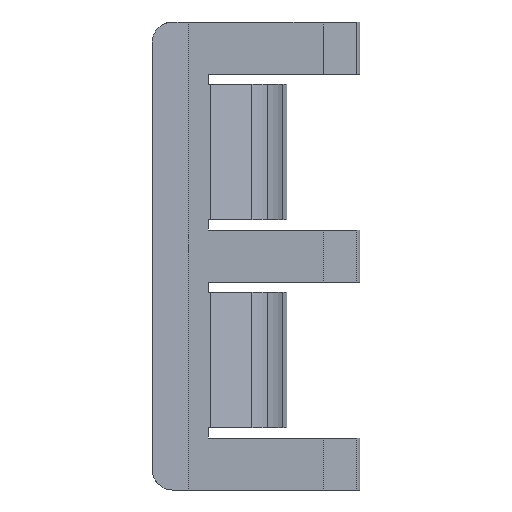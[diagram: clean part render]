
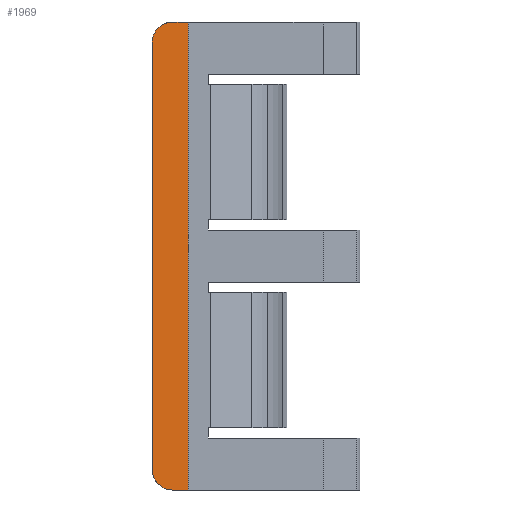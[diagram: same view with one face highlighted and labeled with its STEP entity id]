
A CAD part, left-side view. The second image highlights one B-rep face of the part: STEP entity #1969.
In plain terms, the highlighted planar face has unit normal (-0.996, -0.087, 0).
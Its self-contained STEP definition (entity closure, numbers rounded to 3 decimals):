
#131 = LINE ( 'NONE', #2365, #586 ) ;
#177 = CARTESIAN_POINT ( 'NONE',  ( -4.306, 20., -21.672 ) ) ;
#183 = ORIENTED_EDGE ( 'NONE', *, *, #2281, .F. ) ;
#253 =( BOUNDED_CURVE ( )  B_SPLINE_CURVE ( 3, ( #1824, #177, #1601, #1405 ),
 .UNSPECIFIED., .F., .F. ) 
 B_SPLINE_CURVE_WITH_KNOTS ( ( 4, 4 ),
 ( 0., 1.571 ),
 .UNSPECIFIED. ) 
 CURVE ( )  GEOMETRIC_REPRESENTATION_ITEM ( )  RATIONAL_B_SPLINE_CURVE ( ( 1., 0.805, 0.805, 1. ) ) 
 REPRESENTATION_ITEM ( '' )  );
#273 = CARTESIAN_POINT ( 'NONE',  ( -4., 16.5, -22.5 ) ) ;
#283 = CARTESIAN_POINT ( 'NONE',  ( -4.131, 18., -22.5 ) ) ;
#361 = ORIENTED_EDGE ( 'NONE', *, *, #1442, .T. ) ;
#372 = VECTOR ( 'NONE', #397, 1000. ) ;
#382 = VERTEX_POINT ( 'NONE', #996 ) ;
#397 = DIRECTION ( 'NONE',  ( 0., 0., -1. ) ) ;
#436 = EDGE_CURVE ( 'NONE', #1391, #1109, #2095, .T. ) ;
#567 = CARTESIAN_POINT ( 'NONE',  ( -4., 16.5, 0. ) ) ;
#572 = ORIENTED_EDGE ( 'NONE', *, *, #436, .T. ) ;
#586 = VECTOR ( 'NONE', #2532, 1000. ) ;
#590 = ORIENTED_EDGE ( 'NONE', *, *, #733, .T. ) ;
#643 = EDGE_LOOP ( 'NONE', ( #2389, #361, #1831, #572, #183, #590 ) ) ;
#649 = LINE ( 'NONE', #687, #1808 ) ;
#660 = CARTESIAN_POINT ( 'NONE',  ( -4., 16.5, -22.5 ) ) ;
#687 = CARTESIAN_POINT ( 'NONE',  ( -4., 16.5, 22.5 ) ) ;
#733 = EDGE_CURVE ( 'NONE', #1943, #382, #649, .T. ) ;
#750 = VERTEX_POINT ( 'NONE', #1543 ) ;
#857 = FACE_OUTER_BOUND ( 'NONE', #643, .T. ) ;
#900 = CARTESIAN_POINT ( 'NONE',  ( -4., 16.5, 22.5 ) ) ;
#996 = CARTESIAN_POINT ( 'NONE',  ( -4.131, 18., 22.5 ) ) ;
#1109 = VERTEX_POINT ( 'NONE', #273 ) ;
#1300 = DIRECTION ( 'NONE',  ( -0.087, 0.996, 0. ) ) ;
#1391 = VERTEX_POINT ( 'NONE', #283 ) ;
#1405 = CARTESIAN_POINT ( 'NONE',  ( -4.131, 18., -22.5 ) ) ;
#1413 = EDGE_CURVE ( 'NONE', #382, #1462, #1846, .T. ) ;
#1442 = EDGE_CURVE ( 'NONE', #1462, #750, #131, .T. ) ;
#1462 = VERTEX_POINT ( 'NONE', #2319 ) ;
#1523 = CARTESIAN_POINT ( 'NONE',  ( -4., 16.5, 0. ) ) ;
#1543 = CARTESIAN_POINT ( 'NONE',  ( -4.306, 20., -20.5 ) ) ;
#1601 = CARTESIAN_POINT ( 'NONE',  ( -4.234, 19.172, -22.5 ) ) ;
#1650 = DIRECTION ( 'NONE',  ( 0.087, -0.996, 0. ) ) ;
#1727 = CARTESIAN_POINT ( 'NONE',  ( -4.131, 18., 22.5 ) ) ;
#1747 = CARTESIAN_POINT ( 'NONE',  ( -4.306, 20., 20.5 ) ) ;
#1808 = VECTOR ( 'NONE', #1300, 1000. ) ;
#1824 = CARTESIAN_POINT ( 'NONE',  ( -4.306, 20., -20.5 ) ) ;
#1831 = ORIENTED_EDGE ( 'NONE', *, *, #2323, .T. ) ;
#1846 =( BOUNDED_CURVE ( )  B_SPLINE_CURVE ( 3, ( #1727, #1942, #1965, #1747 ),
 .UNSPECIFIED., .F., .T. ) 
 B_SPLINE_CURVE_WITH_KNOTS ( ( 4, 4 ),
 ( 1.571, 3.142 ),
 .UNSPECIFIED. ) 
 CURVE ( )  GEOMETRIC_REPRESENTATION_ITEM ( )  RATIONAL_B_SPLINE_CURVE ( ( 1., 0.805, 0.805, 1. ) ) 
 REPRESENTATION_ITEM ( '' )  );
#1942 = CARTESIAN_POINT ( 'NONE',  ( -4.234, 19.172, 22.5 ) ) ;
#1943 = VERTEX_POINT ( 'NONE', #900 ) ;
#1965 = CARTESIAN_POINT ( 'NONE',  ( -4.306, 20., 21.672 ) ) ;
#1969 = ADVANCED_FACE ( 'NONE', ( #857 ), #2650, .T. ) ;
#2095 = LINE ( 'NONE', #660, #2615 ) ;
#2270 = DIRECTION ( 'NONE',  ( -0.996, -0.087, 0. ) ) ;
#2281 = EDGE_CURVE ( 'NONE', #1943, #1109, #2552, .T. ) ;
#2319 = CARTESIAN_POINT ( 'NONE',  ( -4.306, 20., 20.5 ) ) ;
#2323 = EDGE_CURVE ( 'NONE', #750, #1391, #253, .T. ) ;
#2365 = CARTESIAN_POINT ( 'NONE',  ( -4.306, 20., 0. ) ) ;
#2389 = ORIENTED_EDGE ( 'NONE', *, *, #1413, .T. ) ;
#2433 = AXIS2_PLACEMENT_3D ( 'NONE', #1523, #2270, #1650 ) ;
#2483 = DIRECTION ( 'NONE',  ( 0.087, -0.996, 0. ) ) ;
#2532 = DIRECTION ( 'NONE',  ( 0., 0., -1. ) ) ;
#2552 = LINE ( 'NONE', #567, #372 ) ;
#2615 = VECTOR ( 'NONE', #2483, 1000. ) ;
#2650 = PLANE ( 'NONE',  #2433 ) ;
